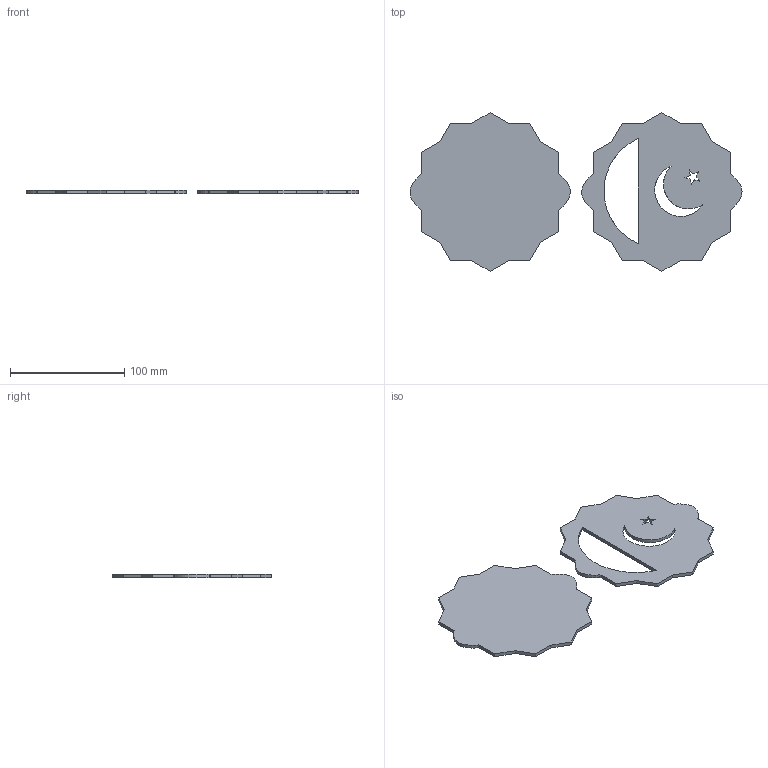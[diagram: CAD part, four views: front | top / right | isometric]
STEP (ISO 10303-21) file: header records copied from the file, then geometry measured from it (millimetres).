
FILE_DESCRIPTION(/* description */ (''),/* implementation_level */ '2;1');
FILE_NAME(/* name */ 'Metal_Cutting v4.step',/* time_stamp */ '2019-05-28T11:48:33+03:00',/* author */ (''),/* organization */ (''),/* preprocessor_version */ 'ST-DEVELOPER v18',/* originating_system */ 'Autodesk Translation Framework v8.2.0.1029',/* authorisation */ '');
FILE_SCHEMA (('AUTOMOTIVE_DESIGN { 1 0 10303 214 3 1 1 }'));
Length unit declared in the file: millimetre
Products named in the file (1): Metal_Cutting
Bounding box: 289.99 x 138.56 x 3 mm (x, y, z)
Volume: 73373.9 mm3; surface area: 52841.4 mm2
Topology: 2 solids, 2 shells, 99 faces, 285 edges, 190 vertices
Faces by surface type: plane 64, bspline 35
Entity records: 3359 total; most frequent: CARTESIAN_POINT 998, ORIENTED_EDGE 570, DIRECTION 361, EDGE_CURVE 285, LINE 215, VECTOR 215, VERTEX_POINT 190, EDGE_LOOP 105
